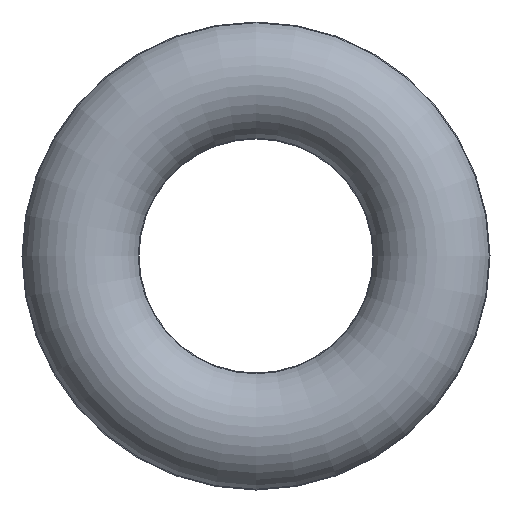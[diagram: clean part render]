
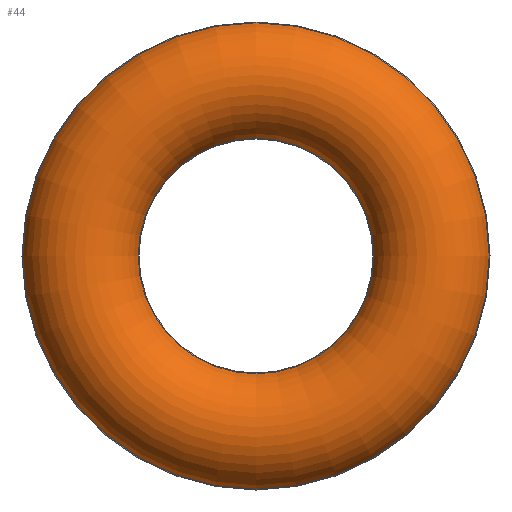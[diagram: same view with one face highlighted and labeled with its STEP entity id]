
A CAD part, left-side view. The second image highlights one B-rep face of the part: STEP entity #44.
In plain terms, the highlighted toroidal (fillet/blend) face has major radius 6 mm and minor radius 2.083 mm.
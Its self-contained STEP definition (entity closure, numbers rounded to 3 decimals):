
#44 = ADVANCED_FACE( '', ( #89, #90 ), #91, .T. );
#89 = FACE_OUTER_BOUND( '', #128, .T. );
#90 = FACE_OUTER_BOUND( '', #129, .T. );
#91 = TOROIDAL_SURFACE( '', #130, 6., 2.083 );
#128 = EDGE_LOOP( '', ( #173 ) );
#129 = EDGE_LOOP( '', ( #174 ) );
#130 = AXIS2_PLACEMENT_3D( '', #175, #176, #177 );
#173 = ORIENTED_EDGE( '', *, *, #194, .T. );
#174 = ORIENTED_EDGE( '', *, *, #185, .T. );
#175 = CARTESIAN_POINT( '', ( -23.317, 0., 0. ) );
#176 = DIRECTION( '', ( -1., 0., 0. ) );
#177 = DIRECTION( '', ( 0., 0., 1. ) );
#185 = EDGE_CURVE( '', #201, #201, #202, .T. );
#194 = EDGE_CURVE( '', #216, #216, #217, .F. );
#201 = VERTEX_POINT( '', #225 );
#202 = CIRCLE( '', #226, 4.026 );
#216 = VERTEX_POINT( '', #240 );
#217 = CIRCLE( '', #241, 7.974 );
#225 = CARTESIAN_POINT( '', ( -23.984, 0., -4.026 ) );
#226 = AXIS2_PLACEMENT_3D( '', #248, #249, #250 );
#240 = CARTESIAN_POINT( '', ( -23.984, 0., -7.974 ) );
#241 = AXIS2_PLACEMENT_3D( '', #266, #267, #268 );
#248 = CARTESIAN_POINT( '', ( -23.984, 0., 0. ) );
#249 = DIRECTION( '', ( 1., 0., 0. ) );
#250 = DIRECTION( '', ( 0., 0., -1. ) );
#266 = CARTESIAN_POINT( '', ( -23.984, 0., 0. ) );
#267 = DIRECTION( '', ( 1., 0., 0. ) );
#268 = DIRECTION( '', ( 0., 0., -1. ) );
